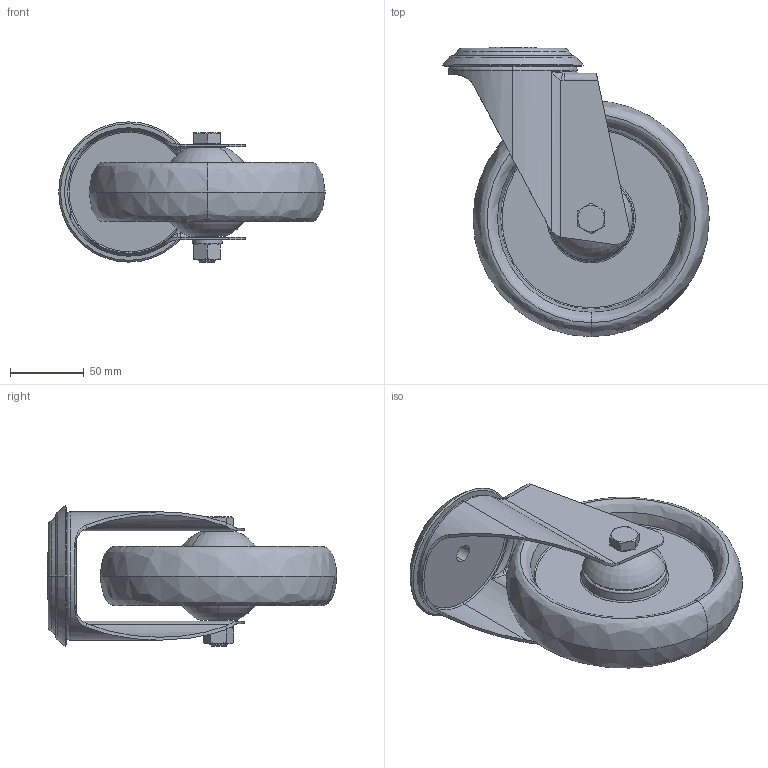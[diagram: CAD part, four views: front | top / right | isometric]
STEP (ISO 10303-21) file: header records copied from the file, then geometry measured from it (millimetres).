
FILE_DESCRIPTION (( 'STEP AP214' ), '1' );
FILE_NAME ('0030492.step', '2021-05-05T11:56:51', ( 'Windows-Benutzer' ), ( '' ), 'SwSTEP 2.0', 'SolidWorks 2020', '' );
FILE_SCHEMA (( 'AUTOMOTIVE_DESIGN' ));
Length unit declared in the file: millimetre
Products named in the file (1): 0030492
Bounding box: 180.5 x 196 x 95 mm (x, y, z)
Volume: 584768.7 mm3; surface area: 197212.2 mm2
Topology: 9 solids, 11 shells, 285 faces, 632 edges, 382 vertices
Faces by surface type: cylinder 74, plane 71, torus 58, cone 58, bspline 24
Entity records: 11867 total; most frequent: CARTESIAN_POINT 2300, DIRECTION 1428, ORIENTED_EDGE 1256, AXIS2_PLACEMENT_3D 630, EDGE_CURVE 628, VERTEX_POINT 382, CIRCLE 368, EDGE_LOOP 324
